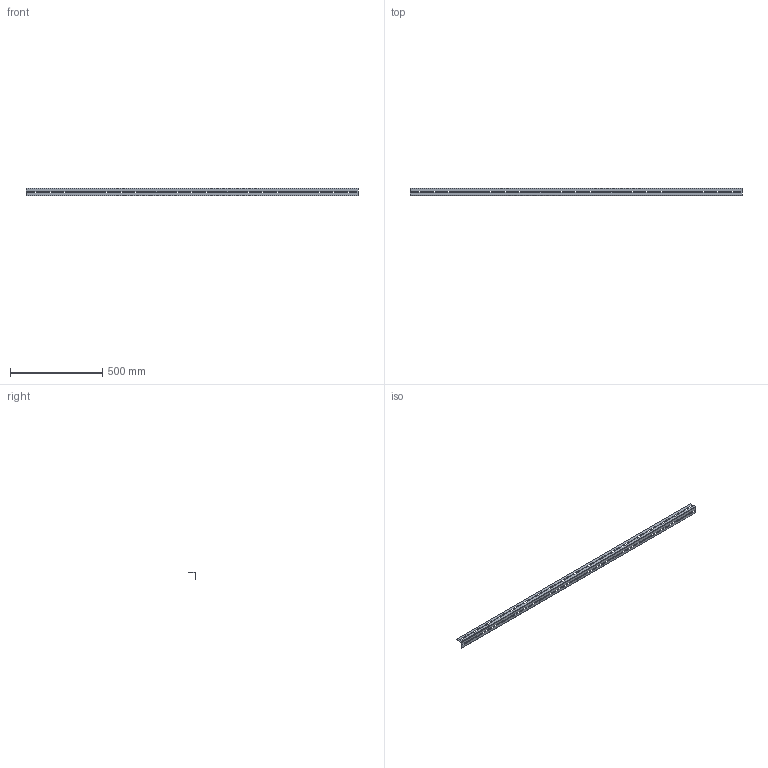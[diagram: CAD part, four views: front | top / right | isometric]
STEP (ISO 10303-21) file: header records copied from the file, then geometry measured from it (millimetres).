
FILE_DESCRIPTION (( 'STEP AP203' ), '1' );
FILE_NAME ('Âåðòèêàëüíûé ïðîôèëü äëÿ ÂÐÓ Unit S è R è ÙÎ-70 (2000õØõÃ) EKF PROxima.STEP', '2021-07-13T08:52:29', ( '' ), ( '' ), 'SwSTEP 2.0', 'SolidWorks 2021', '' );
FILE_SCHEMA (( 'CONFIG_CONTROL_DESIGN' ));
Length unit declared in the file: millimetre
Products named in the file (1): Âåðòèêàëüíûé ïðîôèëü äëÿ ÂÐÓ Unit S è R è ÙÎ-70 (2000õØõÃ) EKF PROxima
Bounding box: 1800 x 40 x 40 mm (x, y, z)
Volume: 179400.9 mm3; surface area: 255237.1 mm2
Topology: 1 solids, 1 shells, 473 faces, 1405 edges, 934 vertices
Faces by surface type: cylinder 257, plane 216
Entity records: 16494 total; most frequent: DIRECTION 2867, CARTESIAN_POINT 2813, ORIENTED_EDGE 2810, EDGE_CURVE 1405, AXIS2_PLACEMENT_3D 988, VERTEX_POINT 934, VECTOR 891, LINE 891
